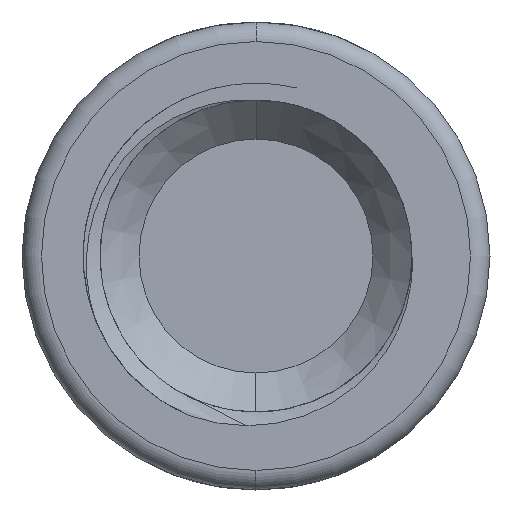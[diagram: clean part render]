
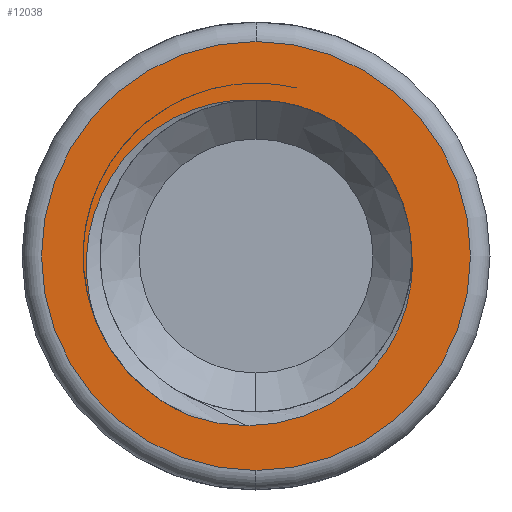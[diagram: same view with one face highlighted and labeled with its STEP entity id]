
A CAD part, left-side view. The second image highlights one B-rep face of the part: STEP entity #12038.
In plain terms, the highlighted planar face has unit normal (-1, 0, 0).
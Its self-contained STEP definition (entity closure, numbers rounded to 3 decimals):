
#58 = CARTESIAN_POINT ( 'NONE',  ( -35., -2.117, -3.666 ) ) ;
#1052 = CARTESIAN_POINT ( 'NONE',  ( -35., 2.165, 3.513 ) ) ;
#1283 = CARTESIAN_POINT ( 'NONE',  ( -35., -1.51, -3.995 ) ) ;
#1524 = CIRCLE ( 'NONE', #14405, 5.5 ) ;
#1527 = B_SPLINE_CURVE_WITH_KNOTS ( 'NONE', 3,
 ( #2787, #8935, #16912, #9227, #7719, #15093, #13875, #1283, #4688, #7412, #58, #12353, #15196, #13574, #19727, #5897, #6482, #6386, #4882, #5176, #1777, #12646, #4973, #7817 ),
 .UNSPECIFIED., .F., .F.,
 ( 4, 2, 2, 2, 2, 2, 2, 2, 2, 2, 2, 4 ),
 ( 0., 0.001, 0.002, 0.003, 0.004, 0.004, 0.005, 0.006, 0.006, 0.007, 0.007, 0.008 ),
 .UNSPECIFIED. ) ;
#1777 = CARTESIAN_POINT ( 'NONE',  ( -35., -3.889, -1.198 ) ) ;
#2426 = EDGE_CURVE ( 'NONE', #12982, #2499, #3198, .T. ) ;
#2461 = CIRCLE ( 'NONE', #9557, 5.5 ) ;
#2469 = CARTESIAN_POINT ( 'NONE',  ( -35., 1.701, 3.74 ) ) ;
#2499 = VERTEX_POINT ( 'NONE', #18713 ) ;
#2787 = CARTESIAN_POINT ( 'NONE',  ( -35., 1.696, -4.096 ) ) ;
#2790 = AXIS2_PLACEMENT_3D ( 'NONE', #11994, #7457, #7556 ) ;
#2827 = DIRECTION ( 'NONE',  ( -1., 0., 0. ) ) ;
#2879 = CARTESIAN_POINT ( 'NONE',  ( -35., 4.096, -1.696 ) ) ;
#3092 = EDGE_CURVE ( 'NONE', #17819, #4652, #2461, .T. ) ;
#3198 = B_SPLINE_CURVE_WITH_KNOTS ( 'NONE', 3,
 ( #19712, #5883, #19613, #14870, #2469, #1052, #3974, #18116, #7182, #10417, #5779, #13343, #17909, #15184, #19406, #7084, #12041, #5572, #11723, #18221, #19503, #2879 ),
 .UNSPECIFIED., .F., .F.,
 ( 4, 2, 2, 2, 2, 2, 2, 2, 2, 2, 4 ),
 ( 0., 0.001, 0.002, 0.003, 0.003, 0.004, 0.004, 0.005, 0.006, 0.007, 0.008 ),
 .UNSPECIFIED. ) ;
#3974 = CARTESIAN_POINT ( 'NONE',  ( -35., 2.317, 3.426 ) ) ;
#4400 = CARTESIAN_POINT ( 'NONE',  ( -35., 3.541, -2.729 ) ) ;
#4471 = DIRECTION ( 'NONE',  ( 0., 0., 1. ) ) ;
#4531 = DIRECTION ( 'NONE',  ( 0., 0., 1. ) ) ;
#4652 = VERTEX_POINT ( 'NONE', #19656 ) ;
#4688 = CARTESIAN_POINT ( 'NONE',  ( -35., -1.665, -3.922 ) ) ;
#4695 = CARTESIAN_POINT ( 'NONE',  ( -35., 1.696, -4.096 ) ) ;
#4882 = CARTESIAN_POINT ( 'NONE',  ( -35., -3.731, -1.695 ) ) ;
#4973 = CARTESIAN_POINT ( 'NONE',  ( -35., -4.018, -0.348 ) ) ;
#5123 = CARTESIAN_POINT ( 'NONE',  ( -35., 0., -5.5 ) ) ;
#5176 = CARTESIAN_POINT ( 'NONE',  ( -35., -3.843, -1.366 ) ) ;
#5572 = CARTESIAN_POINT ( 'NONE',  ( -35., 4.36, 0.005 ) ) ;
#5773 = DIRECTION ( 'NONE',  ( 1., 0., 0. ) ) ;
#5779 = CARTESIAN_POINT ( 'NONE',  ( -35., 3.127, 2.787 ) ) ;
#5883 = CARTESIAN_POINT ( 'NONE',  ( -35., 0.348, 4.018 ) ) ;
#5897 = CARTESIAN_POINT ( 'NONE',  ( -35., -3.429, -2.312 ) ) ;
#6195 = CARTESIAN_POINT ( 'NONE',  ( -35., 2.93, -3.339 ) ) ;
#6295 = CARTESIAN_POINT ( 'NONE',  ( -35., 4.096, -1.696 ) ) ;
#6386 = CARTESIAN_POINT ( 'NONE',  ( -35., -3.665, -1.854 ) ) ;
#6482 = CARTESIAN_POINT ( 'NONE',  ( -35., -3.514, -2.162 ) ) ;
#6591 = AXIS2_PLACEMENT_3D ( 'NONE', #11530, #5773, #10115 ) ;
#7084 = CARTESIAN_POINT ( 'NONE',  ( -35., 4.186, 1.022 ) ) ;
#7182 = CARTESIAN_POINT ( 'NONE',  ( -35., 2.743, 3.131 ) ) ;
#7334 = EDGE_CURVE ( 'NONE', #4652, #17819, #1524, .T. ) ;
#7412 = CARTESIAN_POINT ( 'NONE',  ( -35., -1.969, -3.759 ) ) ;
#7457 = DIRECTION ( 'NONE',  ( -1., 0., 0. ) ) ;
#7556 = DIRECTION ( 'NONE',  ( 0., 0., 1. ) ) ;
#7638 = B_SPLINE_CURVE_WITH_KNOTS ( 'NONE', 3,
 ( #6295, #10944, #4400, #6195, #10543, #18638, #18538, #4695 ),
 .UNSPECIFIED., .F., .F.,
 ( 4, 2, 2, 4 ),
 ( 0., 0.002, 0.003, 0.004 ),
 .UNSPECIFIED. ) ;
#7719 = CARTESIAN_POINT ( 'NONE',  ( -35., -0.006, -4.36 ) ) ;
#7817 = CARTESIAN_POINT ( 'NONE',  ( -35., -4., 0. ) ) ;
#8508 = EDGE_CURVE ( 'NONE', #8929, #13668, #1527, .T. ) ;
#8897 = ORIENTED_EDGE ( 'NONE', *, *, #2426, .F. ) ;
#8929 = VERTEX_POINT ( 'NONE', #10011 ) ;
#8935 = CARTESIAN_POINT ( 'NONE',  ( -35., 1.368, -4.212 ) ) ;
#8976 = ORIENTED_EDGE ( 'NONE', *, *, #3092, .T. ) ;
#9149 = EDGE_LOOP ( 'NONE', ( #8897, #14920, #15788, #16808 ) ) ;
#9174 = CARTESIAN_POINT ( 'NONE',  ( -35., -4., 0. ) ) ;
#9227 = CARTESIAN_POINT ( 'NONE',  ( -35., 0.339, -4.363 ) ) ;
#9557 = AXIS2_PLACEMENT_3D ( 'NONE', #16650, #2827, #4531 ) ;
#10011 = CARTESIAN_POINT ( 'NONE',  ( -35., 1.696, -4.096 ) ) ;
#10115 = DIRECTION ( 'NONE',  ( 0., 0., -1. ) ) ;
#10214 = FACE_BOUND ( 'NONE', #9149, .T. ) ;
#10417 = CARTESIAN_POINT ( 'NONE',  ( -35., 3.004, 2.907 ) ) ;
#10478 = CARTESIAN_POINT ( 'NONE',  ( -35., 0., 4. ) ) ;
#10543 = CARTESIAN_POINT ( 'NONE',  ( -35., 2.706, -3.523 ) ) ;
#10714 = DIRECTION ( 'NONE',  ( -1., 0., 0. ) ) ;
#10944 = CARTESIAN_POINT ( 'NONE',  ( -35., 3.872, -2.236 ) ) ;
#11270 = EDGE_CURVE ( 'NONE', #2499, #8929, #7638, .T. ) ;
#11530 = CARTESIAN_POINT ( 'NONE',  ( -35., 4., 0. ) ) ;
#11623 = PLANE ( 'NONE',  #6591 ) ;
#11723 = CARTESIAN_POINT ( 'NONE',  ( -35., 4.363, -0.346 ) ) ;
#11994 = CARTESIAN_POINT ( 'NONE',  ( -35., 0., 0. ) ) ;
#12038 = ADVANCED_FACE ( 'NONE', ( #17906, #10214 ), #11623, .F. ) ;
#12041 = CARTESIAN_POINT ( 'NONE',  ( -35., 4.271, 0.688 ) ) ;
#12353 = CARTESIAN_POINT ( 'NONE',  ( -35., -2.541, -3.365 ) ) ;
#12646 = CARTESIAN_POINT ( 'NONE',  ( -35., -3.992, -0.691 ) ) ;
#12982 = VERTEX_POINT ( 'NONE', #10478 ) ;
#13343 = CARTESIAN_POINT ( 'NONE',  ( -35., 3.36, 2.531 ) ) ;
#13574 = CARTESIAN_POINT ( 'NONE',  ( -35., -3.133, -2.74 ) ) ;
#13668 = VERTEX_POINT ( 'NONE', #9174 ) ;
#13793 = ORIENTED_EDGE ( 'NONE', *, *, #7334, .T. ) ;
#13875 = CARTESIAN_POINT ( 'NONE',  ( -35., -1.03, -4.183 ) ) ;
#14405 = AXIS2_PLACEMENT_3D ( 'NONE', #18603, #10714, #4471 ) ;
#14870 = CARTESIAN_POINT ( 'NONE',  ( -35., 1.375, 3.852 ) ) ;
#14920 = ORIENTED_EDGE ( 'NONE', *, *, #17476, .F. ) ;
#15093 = CARTESIAN_POINT ( 'NONE',  ( -35., -0.689, -4.271 ) ) ;
#15184 = CARTESIAN_POINT ( 'NONE',  ( -35., 3.769, 1.972 ) ) ;
#15196 = CARTESIAN_POINT ( 'NONE',  ( -35., -2.796, -3.134 ) ) ;
#15358 = CIRCLE ( 'NONE', #2790, 4. ) ;
#15564 = EDGE_LOOP ( 'NONE', ( #13793, #8976 ) ) ;
#15788 = ORIENTED_EDGE ( 'NONE', *, *, #8508, .F. ) ;
#16650 = CARTESIAN_POINT ( 'NONE',  ( -35., 0., 0. ) ) ;
#16808 = ORIENTED_EDGE ( 'NONE', *, *, #11270, .F. ) ;
#16912 = CARTESIAN_POINT ( 'NONE',  ( -35., 1.031, -4.289 ) ) ;
#17476 = EDGE_CURVE ( 'NONE', #13668, #12982, #15358, .T. ) ;
#17819 = VERTEX_POINT ( 'NONE', #5123 ) ;
#17906 = FACE_OUTER_BOUND ( 'NONE', #15564, .T. ) ;
#17909 = CARTESIAN_POINT ( 'NONE',  ( -35., 3.47, 2.395 ) ) ;
#18116 = CARTESIAN_POINT ( 'NONE',  ( -35., 2.606, 3.235 ) ) ;
#18221 = CARTESIAN_POINT ( 'NONE',  ( -35., 4.289, -1.03 ) ) ;
#18538 = CARTESIAN_POINT ( 'NONE',  ( -35., 1.966, -3.984 ) ) ;
#18603 = CARTESIAN_POINT ( 'NONE',  ( -35., 0., 0. ) ) ;
#18638 = CARTESIAN_POINT ( 'NONE',  ( -35., 2.222, -3.847 ) ) ;
#18713 = CARTESIAN_POINT ( 'NONE',  ( -35., 4.096, -1.696 ) ) ;
#19406 = CARTESIAN_POINT ( 'NONE',  ( -35., 3.932, 1.67 ) ) ;
#19503 = CARTESIAN_POINT ( 'NONE',  ( -35., 4.212, -1.368 ) ) ;
#19613 = CARTESIAN_POINT ( 'NONE',  ( -35., 0.693, 3.992 ) ) ;
#19656 = CARTESIAN_POINT ( 'NONE',  ( -35., 0., 5.5 ) ) ;
#19712 = CARTESIAN_POINT ( 'NONE',  ( -35., 0., 4. ) ) ;
#19727 = CARTESIAN_POINT ( 'NONE',  ( -35., -3.239, -2.6 ) ) ;
